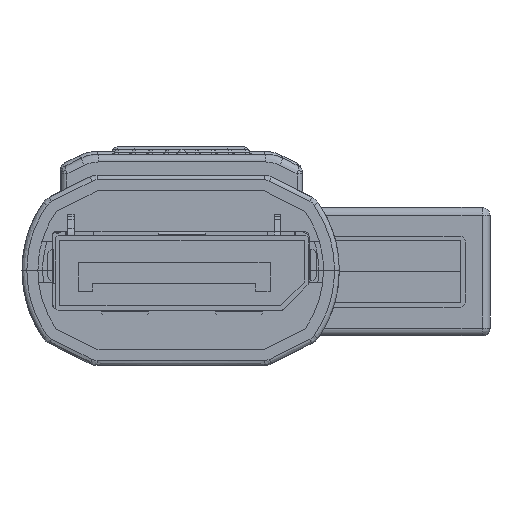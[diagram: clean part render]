
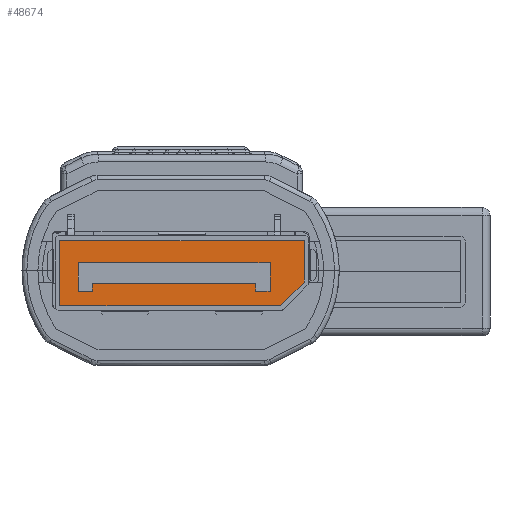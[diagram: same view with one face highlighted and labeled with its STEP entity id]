
A CAD part, front view. The second image highlights one B-rep face of the part: STEP entity #48674.
In plain terms, the highlighted face is planar.
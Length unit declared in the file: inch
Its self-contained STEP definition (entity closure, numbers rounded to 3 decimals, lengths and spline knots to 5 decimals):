
#4640 = VERTEX_POINT ( 'NONE', #43489 ) ;
#7785 = LINE ( 'NONE', #123167, #70724 ) ;
#8277 = LINE ( 'NONE', #19009, #132243 ) ;
#9877 = CARTESIAN_POINT ( 'NONE',  ( -0.30315, 0.66909, 0.08071 ) ) ;
#10371 = FACE_OUTER_BOUND ( 'NONE', #30049, .T. ) ;
#10617 = DIRECTION ( 'NONE',  ( 1., 0., 0. ) ) ;
#10886 = EDGE_CURVE ( 'NONE', #13433, #76610, #71324, .T. ) ;
#12158 = LINE ( 'NONE', #36665, #39639 ) ;
#13433 = VERTEX_POINT ( 'NONE', #128010 ) ;
#14471 = LINE ( 'NONE', #61134, #37852 ) ;
#17937 = LINE ( 'NONE', #85211, #26155 ) ;
#18130 = VECTOR ( 'NONE', #21844, 39.37008 ) ;
#19009 = CARTESIAN_POINT ( 'NONE',  ( 0.30315, 0.66909, 0.02227 ) ) ;
#20743 = DIRECTION ( 'NONE',  ( 0., 0., 1. ) ) ;
#21421 = VECTOR ( 'NONE', #39738, 39.37008 ) ;
#21844 = DIRECTION ( 'NONE',  ( 0., 0., -1. ) ) ;
#22997 = CARTESIAN_POINT ( 'NONE',  ( 0.24471, 0.66909, 0.08071 ) ) ;
#25086 = ORIENTED_EDGE ( 'NONE', *, *, #149926, .T. ) ;
#26155 = VECTOR ( 'NONE', #64555, 39.37008 ) ;
#26402 = VERTEX_POINT ( 'NONE', #22997 ) ;
#27768 = CARTESIAN_POINT ( 'NONE',  ( 0.2185, 0.66909, 0.04528 ) ) ;
#28294 = AXIS2_PLACEMENT_3D ( 'NONE', #70704, #60015, #130237 ) ;
#29841 = CARTESIAN_POINT ( 'NONE',  ( -0.22244, 0.66909, 0.04528 ) ) ;
#30049 = EDGE_LOOP ( 'NONE', ( #25086, #42303, #43039, #51337, #103722 ) ) ;
#31770 = VECTOR ( 'NONE', #89711, 39.37008 ) ;
#33622 = EDGE_CURVE ( 'NONE', #104563, #76930, #12158, .T. ) ;
#36665 = CARTESIAN_POINT ( 'NONE',  ( -0.25787, 0.66909, 0.04528 ) ) ;
#37308 = VECTOR ( 'NONE', #85067, 39.37008 ) ;
#37852 = VECTOR ( 'NONE', #83256, 39.37008 ) ;
#38901 = EDGE_CURVE ( 'NONE', #123592, #104563, #97751, .T. ) ;
#39553 = CARTESIAN_POINT ( 'NONE',  ( 0.30315, 0.66909, 0.02227 ) ) ;
#39639 = VECTOR ( 'NONE', #48943, 39.37008 ) ;
#39738 = DIRECTION ( 'NONE',  ( 0., 0., 1. ) ) ;
#40357 = VERTEX_POINT ( 'NONE', #57486 ) ;
#42303 = ORIENTED_EDGE ( 'NONE', *, *, #98018, .T. ) ;
#43039 = ORIENTED_EDGE ( 'NONE', *, *, #73657, .T. ) ;
#43081 = VERTEX_POINT ( 'NONE', #39553 ) ;
#43246 = CARTESIAN_POINT ( 'NONE',  ( 0.18307, 0.66909, 0.04528 ) ) ;
#43489 = CARTESIAN_POINT ( 'NONE',  ( 0.2185, 0.66909, -0.02559 ) ) ;
#47073 = EDGE_CURVE ( 'NONE', #76930, #135079, #114324, .T. ) ;
#47297 = DIRECTION ( 'NONE',  ( 0., 0., 1. ) ) ;
#48674 = ADVANCED_FACE ( 'NONE', ( #54833, #10371 ), #127259, .T. ) ;
#48880 = DIRECTION ( 'NONE',  ( 1., 0., 0. ) ) ;
#48943 = DIRECTION ( 'NONE',  ( -1., 0., 0. ) ) ;
#49209 = ORIENTED_EDGE ( 'NONE', *, *, #87968, .T. ) ;
#49528 = VECTOR ( 'NONE', #48880, 39.37008 ) ;
#49556 = EDGE_CURVE ( 'NONE', #4640, #119933, #70915, .T. ) ;
#51337 = ORIENTED_EDGE ( 'NONE', *, *, #58001, .T. ) ;
#54833 = FACE_BOUND ( 'NONE', #138410, .T. ) ;
#54975 = DIRECTION ( 'NONE',  ( 0., 0., -1. ) ) ;
#56203 = CARTESIAN_POINT ( 'NONE',  ( 0.18307, 0.66909, 0.02559 ) ) ;
#57486 = CARTESIAN_POINT ( 'NONE',  ( -0.30315, 0.66909, 0.08071 ) ) ;
#57845 = DIRECTION ( 'NONE',  ( -1., 0., 0. ) ) ;
#58001 = EDGE_CURVE ( 'NONE', #43081, #13433, #8277, .T. ) ;
#58689 = CARTESIAN_POINT ( 'NONE',  ( 0.2185, 0.66909, 0. ) ) ;
#60015 = DIRECTION ( 'NONE',  ( 0., 1., 0. ) ) ;
#60275 = LINE ( 'NONE', #106820, #49528 ) ;
#61134 = CARTESIAN_POINT ( 'NONE',  ( 0.18307, 0.66909, 0.04528 ) ) ;
#64555 = DIRECTION ( 'NONE',  ( 0., 0., -1. ) ) ;
#69459 = LINE ( 'NONE', #9877, #133614 ) ;
#70061 = LINE ( 'NONE', #92981, #138308 ) ;
#70704 = CARTESIAN_POINT ( 'NONE',  ( 0., 0.66909, 0. ) ) ;
#70724 = VECTOR ( 'NONE', #20743, 39.37008 ) ;
#70915 = LINE ( 'NONE', #58689, #84174 ) ;
#71324 = LINE ( 'NONE', #142345, #37308 ) ;
#73657 = EDGE_CURVE ( 'NONE', #26402, #43081, #137057, .T. ) ;
#76114 = ORIENTED_EDGE ( 'NONE', *, *, #109602, .T. ) ;
#76610 = VERTEX_POINT ( 'NONE', #126135 ) ;
#76930 = VERTEX_POINT ( 'NONE', #118237 ) ;
#79560 = EDGE_CURVE ( 'NONE', #119933, #105770, #14471, .T. ) ;
#83256 = DIRECTION ( 'NONE',  ( -1., 0., 0. ) ) ;
#84174 = VECTOR ( 'NONE', #47297, 39.37008 ) ;
#85067 = DIRECTION ( 'NONE',  ( -1., 0., 0. ) ) ;
#85211 = CARTESIAN_POINT ( 'NONE',  ( 0.18307, 0.66909, 0.02559 ) ) ;
#85572 = ORIENTED_EDGE ( 'NONE', *, *, #49556, .T. ) ;
#87968 = EDGE_CURVE ( 'NONE', #135079, #4640, #60275, .T. ) ;
#89711 = DIRECTION ( 'NONE',  ( 0.707, 0., -0.707 ) ) ;
#92981 = CARTESIAN_POINT ( 'NONE',  ( 0., 0.66909, 0.02559 ) ) ;
#93660 = CARTESIAN_POINT ( 'NONE',  ( -0.25787, 0.66909, -0.02559 ) ) ;
#94661 = CARTESIAN_POINT ( 'NONE',  ( -0.22244, 0.66909, 0.02559 ) ) ;
#97751 = LINE ( 'NONE', #144348, #21421 ) ;
#98018 = EDGE_CURVE ( 'NONE', #40357, #26402, #69459, .T. ) ;
#102881 = CARTESIAN_POINT ( 'NONE',  ( -0.25787, 0.66909, 0. ) ) ;
#103722 = ORIENTED_EDGE ( 'NONE', *, *, #10886, .T. ) ;
#104563 = VERTEX_POINT ( 'NONE', #29841 ) ;
#105770 = VERTEX_POINT ( 'NONE', #43246 ) ;
#106820 = CARTESIAN_POINT ( 'NONE',  ( 0., 0.66909, -0.02559 ) ) ;
#109602 = EDGE_CURVE ( 'NONE', #128763, #123592, #70061, .T. ) ;
#114324 = LINE ( 'NONE', #102881, #18130 ) ;
#118237 = CARTESIAN_POINT ( 'NONE',  ( -0.25787, 0.66909, 0.04528 ) ) ;
#119933 = VERTEX_POINT ( 'NONE', #27768 ) ;
#123167 = CARTESIAN_POINT ( 'NONE',  ( -0.30315, 0.66909, -0.08071 ) ) ;
#123592 = VERTEX_POINT ( 'NONE', #94661 ) ;
#124402 = ORIENTED_EDGE ( 'NONE', *, *, #145179, .T. ) ;
#126135 = CARTESIAN_POINT ( 'NONE',  ( -0.30315, 0.66909, -0.08071 ) ) ;
#127259 = PLANE ( 'NONE',  #28294 ) ;
#128010 = CARTESIAN_POINT ( 'NONE',  ( 0.30315, 0.66909, -0.08071 ) ) ;
#128763 = VERTEX_POINT ( 'NONE', #56203 ) ;
#130237 = DIRECTION ( 'NONE',  ( 0., 0., 1. ) ) ;
#132243 = VECTOR ( 'NONE', #54975, 39.37008 ) ;
#133614 = VECTOR ( 'NONE', #10617, 39.37008 ) ;
#135079 = VERTEX_POINT ( 'NONE', #93660 ) ;
#135548 = ORIENTED_EDGE ( 'NONE', *, *, #47073, .T. ) ;
#137057 = LINE ( 'NONE', #148519, #31770 ) ;
#137213 = ORIENTED_EDGE ( 'NONE', *, *, #33622, .T. ) ;
#138308 = VECTOR ( 'NONE', #57845, 39.37008 ) ;
#138410 = EDGE_LOOP ( 'NONE', ( #137213, #135548, #49209, #85572, #139159, #124402, #76114, #141935 ) ) ;
#139159 = ORIENTED_EDGE ( 'NONE', *, *, #79560, .T. ) ;
#141935 = ORIENTED_EDGE ( 'NONE', *, *, #38901, .T. ) ;
#142345 = CARTESIAN_POINT ( 'NONE',  ( 0.30315, 0.66909, -0.08071 ) ) ;
#144348 = CARTESIAN_POINT ( 'NONE',  ( -0.22244, 0.66909, 0.04528 ) ) ;
#145179 = EDGE_CURVE ( 'NONE', #105770, #128763, #17937, .T. ) ;
#148519 = CARTESIAN_POINT ( 'NONE',  ( 0.24471, 0.66909, 0.08071 ) ) ;
#149926 = EDGE_CURVE ( 'NONE', #76610, #40357, #7785, .T. ) ;
